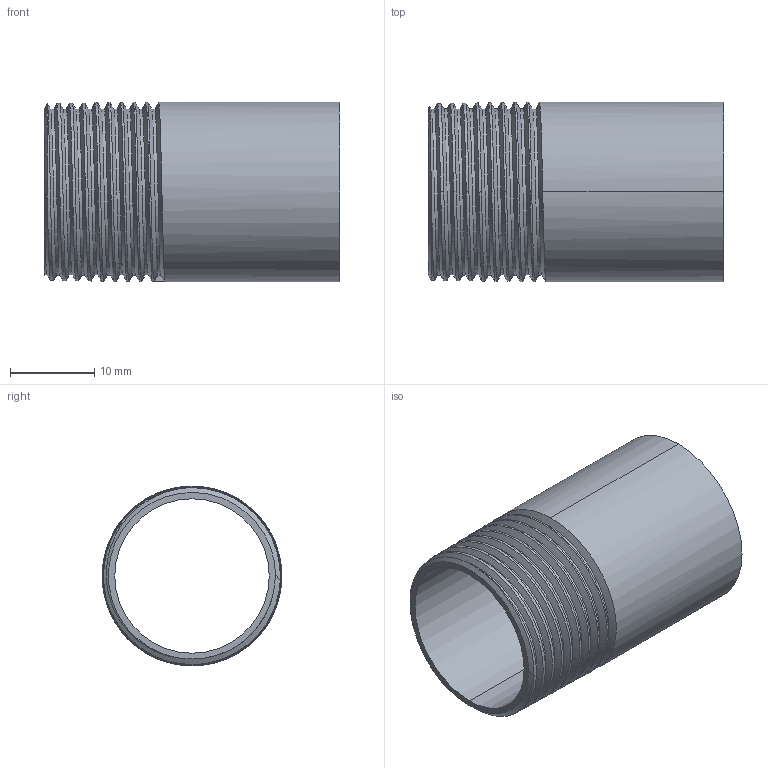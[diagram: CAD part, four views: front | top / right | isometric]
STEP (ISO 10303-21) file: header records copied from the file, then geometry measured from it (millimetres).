
FILE_DESCRIPTION (( 'STEP AP203' ), '1' );
FILE_NAME ('3D_R208-_1-2x35_17143040.STEP', '2024-08-15T14:16:31', ( '' ), ( '' ), 'SwSTEP 2.0', 'SolidWorks 2024', '' );
FILE_SCHEMA (( 'CONFIG_CONTROL_DESIGN' ));
Length unit declared in the file: millimetre
Products named in the file (1): 3D_R208-_1-2x35_17143040
Bounding box: 35 x 21.3 x 21.3 mm (x, y, z)
Volume: 2846.6 mm3; surface area: 4945.8 mm2
Topology: 1 solids, 1 shells, 30 faces, 82 edges, 54 vertices
Faces by surface type: cone 20, cylinder 4, plane 3, bspline 3
Entity records: 3770 total; most frequent: CARTESIAN_POINT 3032, ORIENTED_EDGE 164, DIRECTION 98, EDGE_CURVE 82, VERTEX_POINT 54, B_SPLINE_CURVE_WITH_KNOTS 44, AXIS2_PLACEMENT_3D 37, EDGE_LOOP 32
